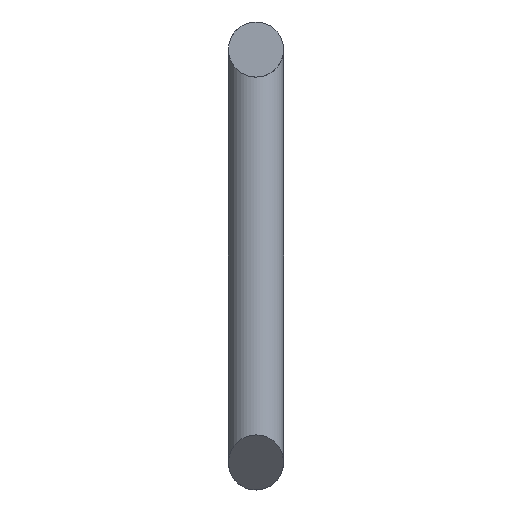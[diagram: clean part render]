
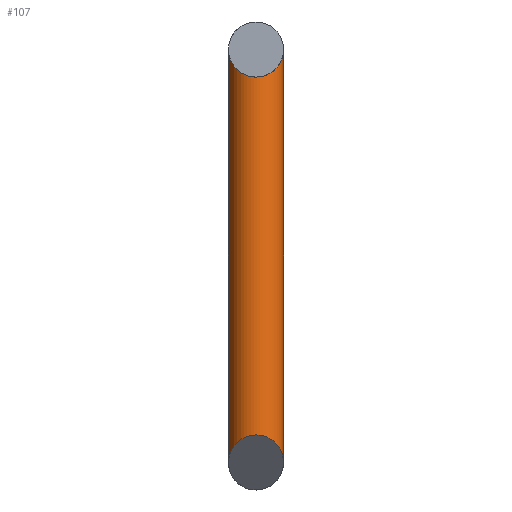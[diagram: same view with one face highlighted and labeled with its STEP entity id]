
A CAD part, front view. The second image highlights one B-rep face of the part: STEP entity #107.
In plain terms, the highlighted cylindrical face has radius 0.5 mm (diameter 1 mm), a full revolution.
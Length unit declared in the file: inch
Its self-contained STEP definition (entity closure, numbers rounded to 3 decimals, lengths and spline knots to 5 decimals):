
#18=LINE('',#213,#21);
#21=VECTOR('',#178,0.01969);
#24=CYLINDRICAL_SURFACE('',#143,0.01969);
#29=FACE_OUTER_BOUND('',#36,.T.);
#36=EDGE_LOOP('',(#84,#85,#86,#87,#88,#89,#90,#91));
#40=ELLIPSE('',#132,0.02784,0.01969);
#43=ELLIPSE('',#136,0.02784,0.01969);
#44=ELLIPSE('',#137,0.02784,0.01969);
#46=ELLIPSE('',#140,0.02784,0.01969);
#47=ELLIPSE('',#141,0.02784,0.01969);
#48=ELLIPSE('',#144,0.02784,0.01969);
#49=VERTEX_POINT('',#192);
#50=VERTEX_POINT('',#193);
#51=VERTEX_POINT('',#197);
#53=VERTEX_POINT('',#200);
#54=VERTEX_POINT('',#202);
#55=VERTEX_POINT('',#206);
#58=EDGE_CURVE('',#49,#50,#40,.T.);
#61=EDGE_CURVE('',#53,#51,#43,.T.);
#62=EDGE_CURVE('',#54,#53,#44,.T.);
#64=EDGE_CURVE('',#55,#49,#46,.T.);
#65=EDGE_CURVE('',#50,#55,#47,.T.);
#68=EDGE_CURVE('',#53,#55,#18,.T.);
#69=EDGE_CURVE('',#54,#51,#48,.T.);
#84=ORIENTED_EDGE('',*,*,#62,.T.);
#85=ORIENTED_EDGE('',*,*,#68,.T.);
#86=ORIENTED_EDGE('',*,*,#64,.T.);
#87=ORIENTED_EDGE('',*,*,#58,.T.);
#88=ORIENTED_EDGE('',*,*,#65,.T.);
#89=ORIENTED_EDGE('',*,*,#68,.F.);
#90=ORIENTED_EDGE('',*,*,#61,.T.);
#91=ORIENTED_EDGE('',*,*,#69,.F.);
#107=ADVANCED_FACE('',(#29),#24,.T.);
#132=AXIS2_PLACEMENT_3D('',#194,#153,#154);
#136=AXIS2_PLACEMENT_3D('',#201,#161,#162);
#137=AXIS2_PLACEMENT_3D('',#203,#163,#164);
#140=AXIS2_PLACEMENT_3D('',#207,#169,#170);
#141=AXIS2_PLACEMENT_3D('',#208,#171,#172);
#143=AXIS2_PLACEMENT_3D('',#212,#176,#177);
#144=AXIS2_PLACEMENT_3D('',#214,#179,#180);
#153=DIRECTION('center_axis',(0.,0.707,0.707));
#154=DIRECTION('ref_axis',(0.,-0.707,0.707));
#161=DIRECTION('center_axis',(0.,-0.707,-0.707));
#162=DIRECTION('ref_axis',(0.,-0.707,0.707));
#163=DIRECTION('center_axis',(0.,-0.707,-0.707));
#164=DIRECTION('ref_axis',(0.,-0.707,0.707));
#169=DIRECTION('center_axis',(0.,-0.707,0.707));
#170=DIRECTION('ref_axis',(0.,-0.707,-0.707));
#171=DIRECTION('center_axis',(0.,-0.707,0.707));
#172=DIRECTION('ref_axis',(0.,-0.707,-0.707));
#176=DIRECTION('center_axis',(0.,0.,1.));
#177=DIRECTION('ref_axis',(0.,-1.,0.));
#178=DIRECTION('',(0.,0.,-1.));
#179=DIRECTION('center_axis',(0.,-0.707,0.707));
#180=DIRECTION('ref_axis',(0.,-0.707,-0.707));
#192=CARTESIAN_POINT('',(-0.01969,-0.59055,0.));
#193=CARTESIAN_POINT('',(0.01969,-0.59055,0.));
#194=CARTESIAN_POINT('Origin',(0.,-0.59055,0.));
#197=CARTESIAN_POINT('',(0.01969,-0.59055,0.29528));
#200=CARTESIAN_POINT('',(0.,-0.57087,0.27559));
#201=CARTESIAN_POINT('Origin',(0.,-0.59055,0.29528));
#202=CARTESIAN_POINT('',(-0.01969,-0.59055,0.29528));
#203=CARTESIAN_POINT('Origin',(0.,-0.59055,0.29528));
#206=CARTESIAN_POINT('',(0.,-0.57087,0.01969));
#207=CARTESIAN_POINT('Origin',(0.,-0.59055,0.));
#208=CARTESIAN_POINT('Origin',(0.,-0.59055,0.));
#212=CARTESIAN_POINT('Origin',(0.,-0.59055,0.));
#213=CARTESIAN_POINT('',(0.,-0.57087,0.));
#214=CARTESIAN_POINT('Origin',(0.,-0.59055,0.29528));
